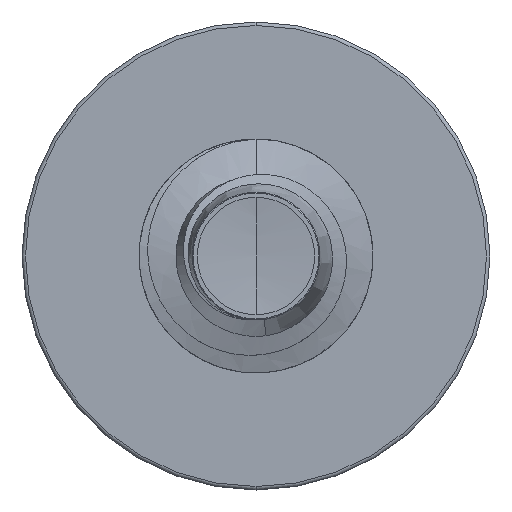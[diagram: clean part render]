
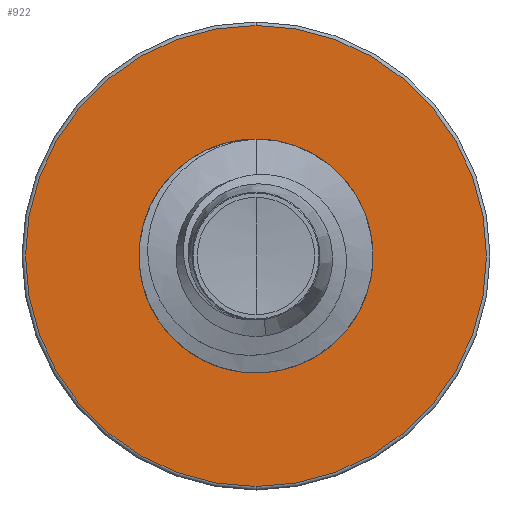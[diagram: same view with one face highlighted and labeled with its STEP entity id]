
A CAD part, front view. The second image highlights one B-rep face of the part: STEP entity #922.
In plain terms, the highlighted planar face has unit normal (0, -1, 0).
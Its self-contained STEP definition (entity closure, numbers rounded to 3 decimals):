
#34 = AXIS2_PLACEMENT_3D ( 'NONE', #9812, #4506, #10714 ) ;
#386 = AXIS2_PLACEMENT_3D ( 'NONE', #3976, #10183, #4871 ) ;
#469 = CARTESIAN_POINT ( 'NONE',  ( 0., 7., 0. ) ) ;
#499 = ORIENTED_EDGE ( 'NONE', *, *, #8870, .F. ) ;
#842 = CARTESIAN_POINT ( 'NONE',  ( 0., 7., -1.989 ) ) ;
#922 = ADVANCED_FACE ( 'NONE', ( #7213, #9289 ), #5270, .F. ) ;
#1371 = DIRECTION ( 'NONE',  ( 0., 0., 1. ) ) ;
#1522 = CIRCLE ( 'NONE', #386, 1.989 ) ;
#1605 = CARTESIAN_POINT ( 'NONE',  ( 0., 7., 0. ) ) ;
#1645 = CIRCLE ( 'NONE', #7237, 3.94 ) ;
#1740 = DIRECTION ( 'NONE',  ( 0., 1., 0. ) ) ;
#1825 = VERTEX_POINT ( 'NONE', #9991 ) ;
#1969 = VERTEX_POINT ( 'NONE', #6452 ) ;
#2491 = DIRECTION ( 'NONE',  ( 0., 0., 1. ) ) ;
#3976 = CARTESIAN_POINT ( 'NONE',  ( 0., 7., 0. ) ) ;
#4506 = DIRECTION ( 'NONE',  ( 0., 1., 0. ) ) ;
#4724 = AXIS2_PLACEMENT_3D ( 'NONE', #469, #6670, #1371 ) ;
#4871 = DIRECTION ( 'NONE',  ( 0., 0., 1. ) ) ;
#5222 = EDGE_CURVE ( 'NONE', #1825, #7503, #7624, .T. ) ;
#5270 = PLANE ( 'NONE',  #6848 ) ;
#5634 = CARTESIAN_POINT ( 'NONE',  ( 0., 7., -1.989 ) ) ;
#5830 = EDGE_LOOP ( 'NONE', ( #9114, #499 ) ) ;
#6337 = EDGE_CURVE ( 'NONE', #7503, #1825, #1522, .T. ) ;
#6452 = CARTESIAN_POINT ( 'NONE',  ( 0., 7., 3.94 ) ) ;
#6670 = DIRECTION ( 'NONE',  ( 0., 1., 0. ) ) ;
#6766 = CIRCLE ( 'NONE', #4724, 3.94 ) ;
#6848 = AXIS2_PLACEMENT_3D ( 'NONE', #842, #1740, #7941 ) ;
#7213 = FACE_OUTER_BOUND ( 'NONE', #5830, .T. ) ;
#7237 = AXIS2_PLACEMENT_3D ( 'NONE', #1605, #7811, #2491 ) ;
#7503 = VERTEX_POINT ( 'NONE', #5634 ) ;
#7624 = CIRCLE ( 'NONE', #34, 1.989 ) ;
#7811 = DIRECTION ( 'NONE',  ( 0., 1., 0. ) ) ;
#7941 = DIRECTION ( 'NONE',  ( 0., 0., 1. ) ) ;
#8274 = ORIENTED_EDGE ( 'NONE', *, *, #6337, .T. ) ;
#8870 = EDGE_CURVE ( 'NONE', #9312, #1969, #6766, .T. ) ;
#9045 = EDGE_LOOP ( 'NONE', ( #10370, #8274 ) ) ;
#9114 = ORIENTED_EDGE ( 'NONE', *, *, #11091, .F. ) ;
#9289 = FACE_BOUND ( 'NONE', #9045, .T. ) ;
#9312 = VERTEX_POINT ( 'NONE', #11267 ) ;
#9812 = CARTESIAN_POINT ( 'NONE',  ( 0., 7., 0. ) ) ;
#9991 = CARTESIAN_POINT ( 'NONE',  ( 0., 7., 1.989 ) ) ;
#10183 = DIRECTION ( 'NONE',  ( 0., 1., 0. ) ) ;
#10370 = ORIENTED_EDGE ( 'NONE', *, *, #5222, .T. ) ;
#10714 = DIRECTION ( 'NONE',  ( 0., 0., 1. ) ) ;
#11091 = EDGE_CURVE ( 'NONE', #1969, #9312, #1645, .T. ) ;
#11267 = CARTESIAN_POINT ( 'NONE',  ( 0., 7., -3.94 ) ) ;
